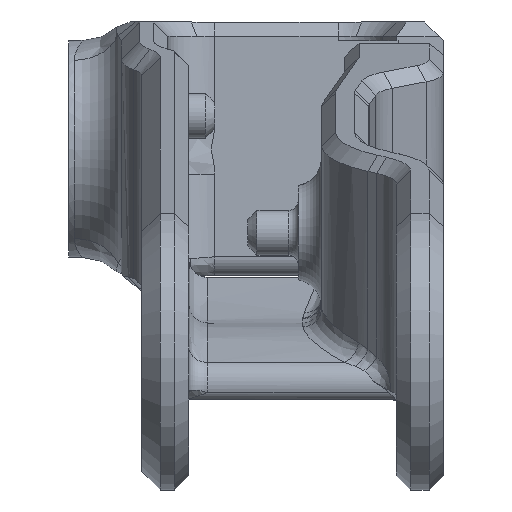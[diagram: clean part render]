
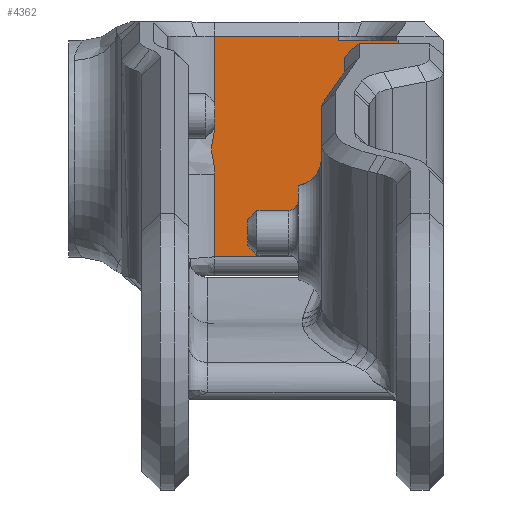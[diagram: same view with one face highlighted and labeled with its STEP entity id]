
A CAD part, left-side view. The second image highlights one B-rep face of the part: STEP entity #4362.
In plain terms, the highlighted planar face has unit normal (-1, 0, 0).
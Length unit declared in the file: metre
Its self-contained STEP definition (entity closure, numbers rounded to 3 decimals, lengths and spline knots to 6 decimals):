
#206=B_SPLINE_CURVE_WITH_KNOTS('',3,(#7216,#7217,#7218,#7219,#7220,#7221,
#7222),.UNSPECIFIED.,.F.,.F.,(4,1,1,1,4),(0.,0.001358,0.002716,
0.004075,0.005433),.UNSPECIFIED.);
#1038=ORIENTED_EDGE('',*,*,#1899,.F.);
#1039=ORIENTED_EDGE('',*,*,#2106,.T.);
#1040=ORIENTED_EDGE('',*,*,#2109,.T.);
#1041=ORIENTED_EDGE('',*,*,#2107,.F.);
#1042=ORIENTED_EDGE('',*,*,#1893,.F.);
#1043=ORIENTED_EDGE('',*,*,#2101,.T.);
#1044=ORIENTED_EDGE('',*,*,#2099,.F.);
#1045=ORIENTED_EDGE('',*,*,#2104,.F.);
#1046=ORIENTED_EDGE('',*,*,#2254,.F.);
#1047=ORIENTED_EDGE('',*,*,#2255,.F.);
#1048=ORIENTED_EDGE('',*,*,#2256,.F.);
#1049=ORIENTED_EDGE('',*,*,#2257,.F.);
#1050=ORIENTED_EDGE('',*,*,#2258,.F.);
#1051=ORIENTED_EDGE('',*,*,#2259,.F.);
#1893=EDGE_CURVE('',#2552,#2553,#2954,.F.);
#1899=EDGE_CURVE('',#2558,#2559,#2957,.F.);
#2099=EDGE_CURVE('',#2729,#2730,#3086,.T.);
#2101=EDGE_CURVE('',#2552,#2730,#3088,.T.);
#2104=EDGE_CURVE('',#2732,#2729,#3090,.T.);
#2106=EDGE_CURVE('',#2558,#2733,#3092,.T.);
#2107=EDGE_CURVE('',#2553,#2734,#3093,.T.);
#2109=EDGE_CURVE('',#2733,#2734,#3095,.T.);
#2254=EDGE_CURVE('',#2857,#2732,#3142,.F.);
#2255=EDGE_CURVE('',#2858,#2857,#3143,.T.);
#2256=EDGE_CURVE('',#2859,#2858,#3144,.T.);
#2257=EDGE_CURVE('',#2860,#2859,#206,.T.);
#2258=EDGE_CURVE('',#2861,#2860,#3145,.T.);
#2259=EDGE_CURVE('',#2559,#2861,#3146,.F.);
#2552=VERTEX_POINT('',#6091);
#2553=VERTEX_POINT('',#6092);
#2558=VERTEX_POINT('',#6103);
#2559=VERTEX_POINT('',#6105);
#2729=VERTEX_POINT('',#6606);
#2730=VERTEX_POINT('',#6608);
#2732=VERTEX_POINT('',#6616);
#2733=VERTEX_POINT('',#6620);
#2734=VERTEX_POINT('',#6624);
#2857=VERTEX_POINT('',#7211);
#2858=VERTEX_POINT('',#7213);
#2859=VERTEX_POINT('',#7215);
#2860=VERTEX_POINT('',#7223);
#2861=VERTEX_POINT('',#7225);
#2954=LINE('',#6090,#3243);
#2957=LINE('',#6104,#3246);
#3086=LINE('',#6607,#3375);
#3088=LINE('',#6611,#3377);
#3090=LINE('',#6617,#3379);
#3092=LINE('',#6621,#3381);
#3093=LINE('',#6623,#3382);
#3095=LINE('',#6627,#3384);
#3142=LINE('',#7210,#3431);
#3143=LINE('',#7212,#3432);
#3144=LINE('',#7214,#3433);
#3145=LINE('',#7224,#3434);
#3146=LINE('',#7226,#3435);
#3243=VECTOR('',#4996,1.);
#3246=VECTOR('',#5007,1.);
#3375=VECTOR('',#5328,1.);
#3377=VECTOR('',#5332,1.);
#3379=VECTOR('',#5338,1.);
#3381=VECTOR('',#5342,1.);
#3382=VECTOR('',#5345,1.);
#3384=VECTOR('',#5349,1.);
#3431=VECTOR('',#5548,1.);
#3432=VECTOR('',#5549,1.);
#3433=VECTOR('',#5550,1.);
#3434=VECTOR('',#5551,1.);
#3435=VECTOR('',#5552,1.);
#3632=EDGE_LOOP('',(#1038,#1039,#1040,#1041,#1042,#1043,#1044,#1045,#1046,
#1047,#1048,#1049,#1050,#1051));
#3957=FACE_BOUND('',#3632,.T.);
#4222=PLANE('',#4760);
#4362=ADVANCED_FACE('',(#3957),#4222,.F.);
#4760=AXIS2_PLACEMENT_3D('',#7209,#5546,#5547);
#4996=DIRECTION('',(0.,0.,1.));
#5007=DIRECTION('',(0.,0.,1.));
#5328=DIRECTION('',(0.,0.,-1.));
#5332=DIRECTION('',(0.,-1.,0.));
#5338=DIRECTION('',(0.,-1.,0.));
#5342=DIRECTION('',(0.,-1.,0.));
#5345=DIRECTION('',(0.,-1.,0.));
#5349=DIRECTION('',(0.,0.,1.));
#5546=DIRECTION('',(1.,0.,0.));
#5547=DIRECTION('',(0.,-1.,0.));
#5548=DIRECTION('',(0.,0.,1.));
#5549=DIRECTION('',(0.,-1.,0.));
#5550=DIRECTION('',(0.,0.,1.));
#5551=DIRECTION('',(0.,0.,1.));
#5552=DIRECTION('',(0.,-1.,0.));
#6090=CARTESIAN_POINT('',(0.018,-0.007166,-0.017255));
#6091=CARTESIAN_POINT('',(0.018,-0.007166,0.002));
#6092=CARTESIAN_POINT('',(0.018,-0.007166,-0.002));
#6103=CARTESIAN_POINT('',(0.018,-0.007166,-0.008));
#6104=CARTESIAN_POINT('',(0.018,-0.007166,-0.017255));
#6105=CARTESIAN_POINT('',(0.018,-0.007166,-0.015084));
#6606=CARTESIAN_POINT('',(0.018,-0.0136,0.008));
#6607=CARTESIAN_POINT('',(0.018,-0.0136,-0.0025));
#6608=CARTESIAN_POINT('',(0.018,-0.0136,0.002));
#6611=CARTESIAN_POINT('',(0.018,-0.007898,0.002));
#6616=CARTESIAN_POINT('',(0.018,-0.007166,0.008));
#6617=CARTESIAN_POINT('',(0.018,-0.007898,0.008));
#6620=CARTESIAN_POINT('',(0.018,-0.0136,-0.008));
#6621=CARTESIAN_POINT('',(0.018,-0.007898,-0.008));
#6623=CARTESIAN_POINT('',(0.018,-0.007898,-0.002));
#6624=CARTESIAN_POINT('',(0.018,-0.0136,-0.002));
#6627=CARTESIAN_POINT('',(0.018,-0.0136,-0.0025));
#7209=CARTESIAN_POINT('',(0.018,-0.0012,-0.003628));
#7210=CARTESIAN_POINT('',(0.018,-0.007166,-0.017255));
#7211=CARTESIAN_POINT('',(0.018,-0.007166,0.008464));
#7212=CARTESIAN_POINT('',(0.018,-0.011921,0.008464));
#7213=CARTESIAN_POINT('',(0.018,0.006,0.008464));
#7214=CARTESIAN_POINT('',(0.018,0.006,0.01));
#7215=CARTESIAN_POINT('',(0.018,0.006,-0.000847));
#7216=CARTESIAN_POINT('',(0.018,0.006,-0.006253));
#7217=CARTESIAN_POINT('',(0.018,0.006,-0.0058));
#7218=CARTESIAN_POINT('',(0.018,0.006108,-0.004902));
#7219=CARTESIAN_POINT('',(0.018,0.006476,-0.00358));
#7220=CARTESIAN_POINT('',(0.018,0.006117,-0.002219));
#7221=CARTESIAN_POINT('',(0.018,0.006,-0.001311));
#7222=CARTESIAN_POINT('',(0.018,0.006,-0.000847));
#7223=CARTESIAN_POINT('',(0.018,0.006,-0.006253));
#7224=CARTESIAN_POINT('',(0.018,0.006,0.01));
#7225=CARTESIAN_POINT('',(0.018,0.006,-0.015084));
#7226=CARTESIAN_POINT('',(0.018,0.011,-0.015084));
